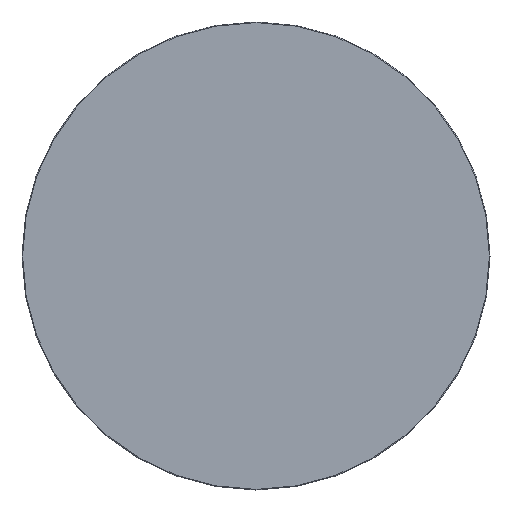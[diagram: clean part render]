
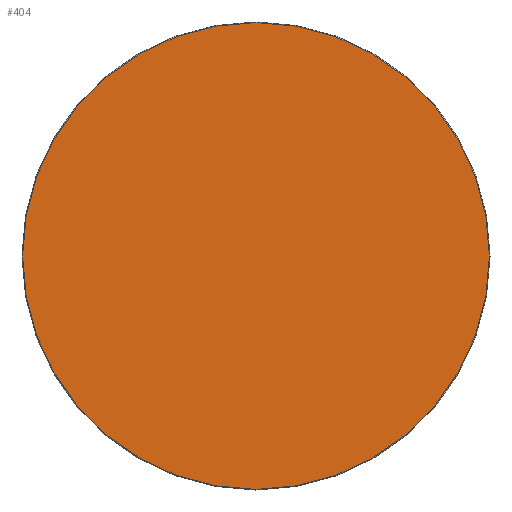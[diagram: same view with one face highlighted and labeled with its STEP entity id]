
A CAD part, front view. The second image highlights one B-rep face of the part: STEP entity #404.
In plain terms, the highlighted planar face has unit normal (0, -1, 0).
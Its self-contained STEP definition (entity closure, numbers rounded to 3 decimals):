
#94=FACE_OUTER_BOUND('',#122,.T.);
#122=EDGE_LOOP('',(#350,#351));
#161=CIRCLE('',#478,224.4);
#162=CIRCLE('',#479,224.4);
#203=VERTEX_POINT('',#730);
#204=VERTEX_POINT('',#731);
#254=EDGE_CURVE('',#203,#204,#161,.T.);
#255=EDGE_CURVE('',#204,#203,#162,.T.);
#350=ORIENTED_EDGE('',*,*,#254,.T.);
#351=ORIENTED_EDGE('',*,*,#255,.T.);
#384=PLANE('',#481);
#404=ADVANCED_FACE('',(#94),#384,.T.);
#478=AXIS2_PLACEMENT_3D('',#732,#603,#604);
#479=AXIS2_PLACEMENT_3D('',#733,#605,#606);
#481=AXIS2_PLACEMENT_3D('',#735,#609,#610);
#603=DIRECTION('center_axis',(0.,-1.,0.));
#604=DIRECTION('ref_axis',(1.,0.,0.));
#605=DIRECTION('center_axis',(0.,-1.,0.));
#606=DIRECTION('ref_axis',(1.,0.,0.));
#609=DIRECTION('center_axis',(0.,-1.,0.));
#610=DIRECTION('ref_axis',(0.,0.,-1.));
#730=CARTESIAN_POINT('',(224.4,0.,0.));
#731=CARTESIAN_POINT('',(0.,0.,224.4));
#732=CARTESIAN_POINT('Origin',(0.,0.,0.));
#733=CARTESIAN_POINT('Origin',(0.,0.,0.));
#735=CARTESIAN_POINT('Origin',(0.,0.,
0.));
